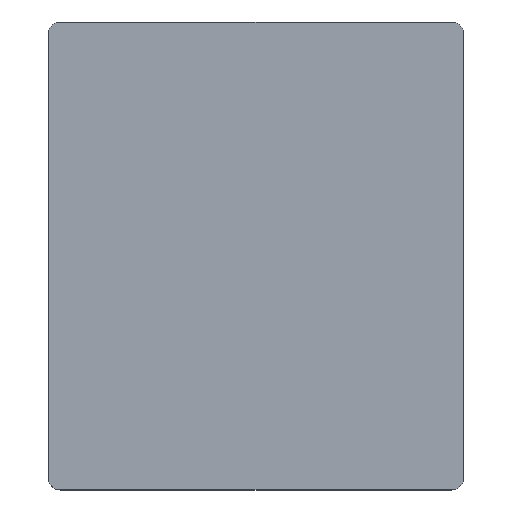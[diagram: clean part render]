
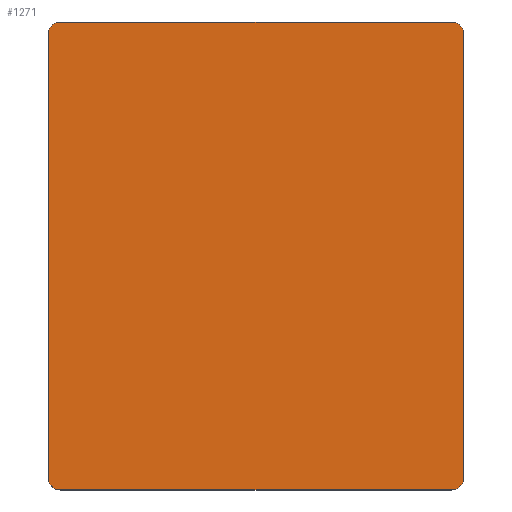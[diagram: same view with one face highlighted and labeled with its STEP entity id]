
A CAD part, top view. The second image highlights one B-rep face of the part: STEP entity #1271.
In plain terms, the highlighted planar face has unit normal (0, 0, 1).
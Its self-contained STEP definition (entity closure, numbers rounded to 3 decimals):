
#57=CIRCLE('',#1366,1.5);
#58=CIRCLE('',#1369,1.5);
#59=CIRCLE('',#1374,1.5);
#60=CIRCLE('',#1376,1.5);
#126=FACE_OUTER_BOUND('',#195,.T.);
#195=EDGE_LOOP('',(#1143,#1144,#1145,#1146,#1147,#1148,#1149,#1150));
#342=LINE('',#3511,#456);
#349=LINE('',#3526,#463);
#352=LINE('',#3534,#466);
#355=LINE('',#3546,#469);
#456=VECTOR('',#1631,10.);
#463=VECTOR('',#1650,10.);
#466=VECTOR('',#1659,10.);
#469=VECTOR('',#1676,10.);
#586=VERTEX_POINT('',#3508);
#587=VERTEX_POINT('',#3510);
#588=VERTEX_POINT('',#3520);
#589=VERTEX_POINT('',#3524);
#590=VERTEX_POINT('',#3528);
#591=VERTEX_POINT('',#3532);
#592=VERTEX_POINT('',#3538);
#593=VERTEX_POINT('',#3542);
#763=EDGE_CURVE('',#587,#586,#342,.T.);
#769=EDGE_CURVE('',#588,#586,#57,.T.);
#771=EDGE_CURVE('',#588,#589,#349,.T.);
#773=EDGE_CURVE('',#590,#589,#58,.T.);
#775=EDGE_CURVE('',#590,#591,#352,.T.);
#776=EDGE_CURVE('',#587,#592,#59,.T.);
#779=EDGE_CURVE('',#593,#591,#60,.T.);
#780=EDGE_CURVE('',#593,#592,#355,.T.);
#1143=ORIENTED_EDGE('',*,*,#769,.F.);
#1144=ORIENTED_EDGE('',*,*,#771,.T.);
#1145=ORIENTED_EDGE('',*,*,#773,.F.);
#1146=ORIENTED_EDGE('',*,*,#775,.T.);
#1147=ORIENTED_EDGE('',*,*,#779,.F.);
#1148=ORIENTED_EDGE('',*,*,#780,.T.);
#1149=ORIENTED_EDGE('',*,*,#776,.F.);
#1150=ORIENTED_EDGE('',*,*,#763,.T.);
#1204=PLANE('',#1377);
#1271=ADVANCED_FACE('',(#126),#1204,.T.);
#1366=AXIS2_PLACEMENT_3D('',#3522,#1645,#1646);
#1369=AXIS2_PLACEMENT_3D('',#3530,#1654,#1655);
#1374=AXIS2_PLACEMENT_3D('',#3539,#1666,#1667);
#1376=AXIS2_PLACEMENT_3D('',#3544,#1672,#1673);
#1377=AXIS2_PLACEMENT_3D('',#3545,#1674,#1675);
#1631=DIRECTION('',(-1.,0.,0.));
#1645=DIRECTION('center_axis',(0.,0.,-1.));
#1646=DIRECTION('ref_axis',(-0.707,0.707,0.));
#1650=DIRECTION('',(0.,-1.,0.));
#1654=DIRECTION('center_axis',(0.,0.,-1.));
#1655=DIRECTION('ref_axis',(-0.707,-0.707,0.));
#1659=DIRECTION('',(1.,0.,0.));
#1666=DIRECTION('center_axis',(0.,0.,-1.));
#1667=DIRECTION('ref_axis',(0.707,0.707,0.));
#1672=DIRECTION('center_axis',(0.,0.,-1.));
#1673=DIRECTION('ref_axis',(0.707,-0.707,0.));
#1674=DIRECTION('center_axis',(0.,0.,1.));
#1675=DIRECTION('ref_axis',(1.,0.,0.));
#1676=DIRECTION('',(0.,1.,0.));
#3508=CARTESIAN_POINT('',(61.96,-41.41,12.14));
#3510=CARTESIAN_POINT('',(109.49,-41.41,12.14));
#3511=CARTESIAN_POINT('',(60.46,-41.41,12.14));
#3520=CARTESIAN_POINT('',(60.46,-42.91,12.14));
#3522=CARTESIAN_POINT('Origin',(61.96,-42.91,12.14));
#3524=CARTESIAN_POINT('',(60.46,-96.79,12.14));
#3526=CARTESIAN_POINT('',(60.46,-98.29,12.14));
#3528=CARTESIAN_POINT('',(61.96,-98.29,12.14));
#3530=CARTESIAN_POINT('Origin',(61.96,-96.79,12.14));
#3532=CARTESIAN_POINT('',(109.49,-98.29,12.14));
#3534=CARTESIAN_POINT('',(110.99,-98.29,12.14));
#3538=CARTESIAN_POINT('',(110.99,-42.91,12.14));
#3539=CARTESIAN_POINT('Origin',(109.49,-42.91,12.14));
#3542=CARTESIAN_POINT('',(110.99,-96.79,12.14));
#3544=CARTESIAN_POINT('Origin',(109.49,-96.79,12.14));
#3545=CARTESIAN_POINT('Origin',(85.725,-69.85,12.14));
#3546=CARTESIAN_POINT('',(110.99,-41.41,12.14));
